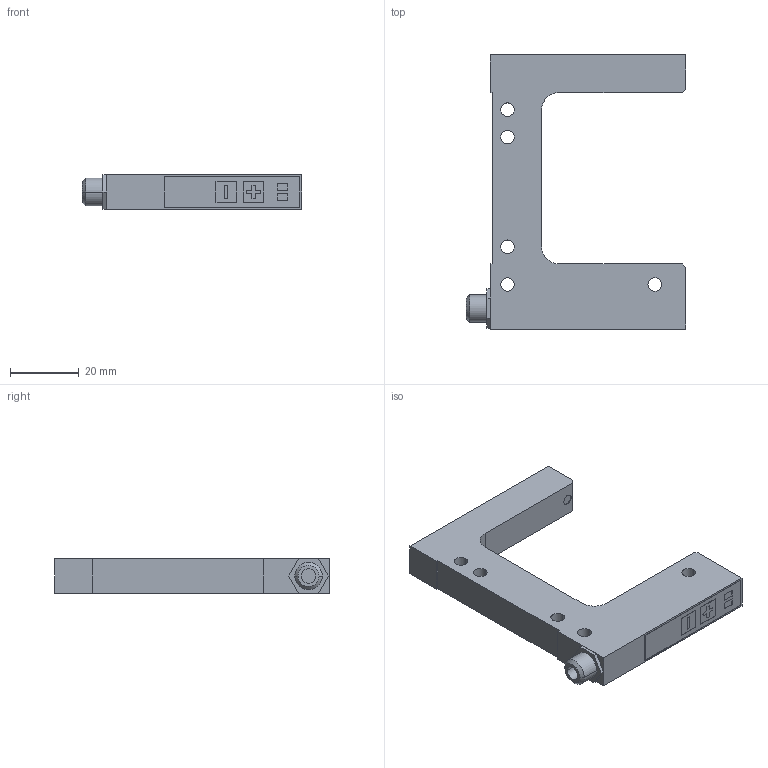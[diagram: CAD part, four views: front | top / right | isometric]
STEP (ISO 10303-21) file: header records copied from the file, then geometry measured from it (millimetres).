
FILE_DESCRIPTION(('STEP AP242'),'1');
FILE_NAME('fork_xuyfanep40050.stp','2021-06-09T21:43:53',('TraceParts'),('TraceParts S.A.'),'Spatial InterOp 3D',' ',' ');
FILE_SCHEMA(('AP242_MANAGED_MODEL_BASED_3D_ENGINEERING_MIM_LF {1 0 10303 442 1 1 4}'));
Length unit declared in the file: millimetre
Products named in the file (1): fork_xuyfanep40050
Bounding box: 64 x 80 x 10 mm (x, y, z)
Volume: 24084.3 mm3; surface area: 9195.1 mm2
Topology: 1 solids, 1 shells, 92 faces, 232 edges, 154 vertices
Faces by surface type: plane 70, cylinder 20, cone 2
Entity records: 3514 total; most frequent: CARTESIAN_POINT 479, ORIENTED_EDGE 464, DIRECTION 460, EDGE_CURVE 232, LINE 190, VECTOR 190, VERTEX_POINT 154, AXIS2_PLACEMENT_3D 135
